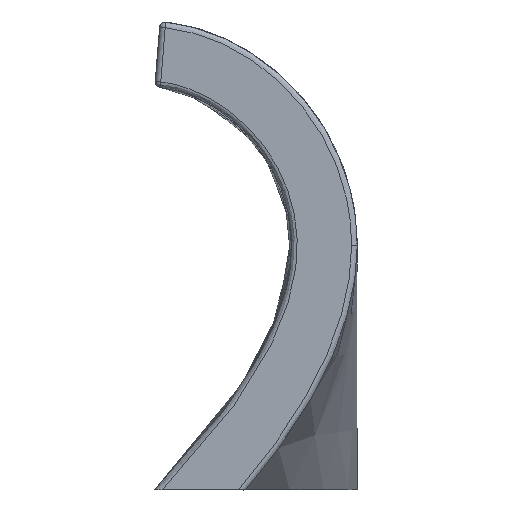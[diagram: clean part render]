
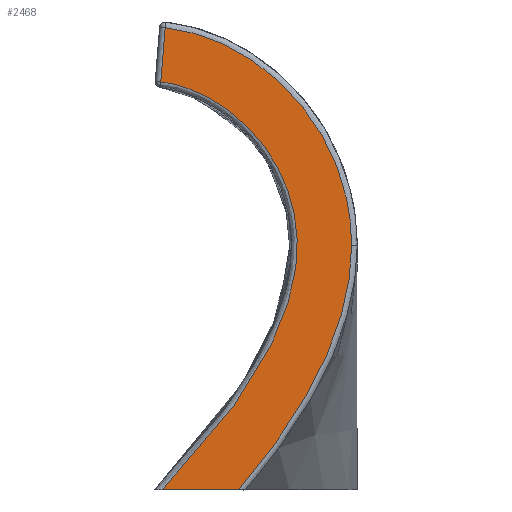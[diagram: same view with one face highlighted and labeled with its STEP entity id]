
A CAD part, left-side view. The second image highlights one B-rep face of the part: STEP entity #2468.
In plain terms, the highlighted planar face has unit normal (-1, 0, 0).
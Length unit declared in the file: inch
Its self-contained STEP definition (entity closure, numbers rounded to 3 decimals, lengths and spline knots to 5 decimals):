
#95=CARTESIAN_POINT('',(-2.75,0.2469,0.));
#104=DIRECTION('',(0.,-1.,0.));
#105=VECTOR('',#104,0.40561);
#106=CARTESIAN_POINT('',(-2.75,0.2469,0.));
#107=LINE('',#106,#105);
#114=CARTESIAN_POINT('',(-2.75,-0.15871,0.));
#464=DIRECTION('',(0.,-0.081,0.997));
#465=VECTOR('',#464,0.29021);
#466=CARTESIAN_POINT('',(-2.75,0.25646,2.17678));
#467=LINE('',#466,#465);
#468=CARTESIAN_POINT('',(-2.75,0.23285,2.46602));
#469=CARTESIAN_POINT('',(-2.75,0.17955,2.45997));
#470=CARTESIAN_POINT('',(-2.75,0.07275,2.43886));
#471=CARTESIAN_POINT('',(-2.75,-0.08932,
2.37766));
#472=CARTESIAN_POINT('',(-2.75,-0.2486,
2.28515));
#473=CARTESIAN_POINT('',(-2.75,-0.3974,
2.16313));
#474=CARTESIAN_POINT('',(-2.75,-0.52878,
2.01396));
#475=CARTESIAN_POINT('',(-2.75,-0.63101,
1.85191));
#476=CARTESIAN_POINT('',(-2.75,-0.70645,
1.67466));
#477=CARTESIAN_POINT('',(-2.75,-0.75112,1.49288));
#478=CARTESIAN_POINT('',(-2.75,-0.76137,1.3676));
#479=CARTESIAN_POINT('',(-2.75,-0.76137,1.30403));
#481=CARTESIAN_POINT('',(-2.75,-0.76137,1.30403));
#482=CARTESIAN_POINT('',(-2.75,-0.76136,1.24853));
#483=CARTESIAN_POINT('',(-2.75,-0.75333,1.1316));
#484=CARTESIAN_POINT('',(-2.75,-0.71247,0.93785));
#485=CARTESIAN_POINT('',(-2.75,-0.63733,0.72736));
#486=CARTESIAN_POINT('',(-2.75,-0.52266,0.5));
#487=CARTESIAN_POINT('',(-2.75,-0.36668,0.25812));
#488=CARTESIAN_POINT('',(-2.75,-0.23301,0.08749));
#489=CARTESIAN_POINT('',(-2.75,-0.15871,0.));
#491=CARTESIAN_POINT('',(-2.75,0.2469,0.));
#492=CARTESIAN_POINT('',(-2.75,0.16788,
0.08167));
#493=CARTESIAN_POINT('',(-2.75,0.02374,
0.24084));
#494=CARTESIAN_POINT('',(-2.75,-0.15061,
0.4659));
#495=CARTESIAN_POINT('',(-2.75,-0.28592,
0.67854));
#496=CARTESIAN_POINT('',(-2.75,-0.38324,
0.8774));
#497=CARTESIAN_POINT('',(-2.75,-0.44448,
1.06113));
#498=CARTESIAN_POINT('',(-2.75,-0.47226,
1.22666));
#499=CARTESIAN_POINT('',(-2.75,-0.47262,
1.37562));
#500=CARTESIAN_POINT('',(-2.75,-0.44858,
1.5208));
#501=CARTESIAN_POINT('',(-2.75,-0.39927,
1.6631));
#502=CARTESIAN_POINT('',(-2.75,-0.32551,
1.79763));
#503=CARTESIAN_POINT('',(-2.75,-0.2282,
1.92059));
#504=CARTESIAN_POINT('',(-2.75,-0.11249,
2.02483));
#505=CARTESIAN_POINT('',(-2.75,0.0113,2.10297));
#506=CARTESIAN_POINT('',(-2.75,0.1362,2.1543));
#507=CARTESIAN_POINT('',(-2.75,0.2167,2.17171));
#508=CARTESIAN_POINT('',(-2.75,0.25646,2.17678));
#750=VERTEX_POINT('',#95);
#752=VERTEX_POINT('',#114);
#753=VERTEX_POINT('',#481);
#769=CARTESIAN_POINT('',(-2.75,0.23284,2.46602));
#770=VERTEX_POINT('',#769);
#773=CARTESIAN_POINT('',(-2.75,0.25646,2.17678));
#774=VERTEX_POINT('',#773);
#2454=CARTESIAN_POINT('',(-2.75,-0.61137,1.26));
#2455=DIRECTION('',(-1.,0.,0.));
#2456=DIRECTION('',(0.,-0.997,-0.081));
#2457=AXIS2_PLACEMENT_3D('',#2454,#2455,#2456);
#2458=PLANE('',#2457);
#2460=ORIENTED_EDGE('',*,*,#2459,.T.);
#2462=ORIENTED_EDGE('',*,*,#2461,.T.);
#2463=ORIENTED_EDGE('',*,*,#2446,.T.);
#2464=ORIENTED_EDGE('',*,*,#1103,.F.);
#2465=ORIENTED_EDGE('',*,*,#1272,.T.);
#2466=EDGE_LOOP('',(#2460,#2462,#2463,#2464,#2465));
#2467=FACE_OUTER_BOUND('',#2466,.F.);
#2468=ADVANCED_FACE('',(#2467),#2458,.T.);
#480=B_SPLINE_CURVE_WITH_KNOTS('',3,(#468,#469,#470,#471,#472,#473,#474,#475,
#476,#477,#478,#479),.UNSPECIFIED.,.F.,.F.,(4,1,1,1,1,1,1,1,1,4),(0.,
0.11111,0.22222,0.33333,0.44444,
0.55556,0.66667,0.77778,0.88889,1.),
.UNSPECIFIED.);
#490=B_SPLINE_CURVE_WITH_KNOTS('',3,(#481,#482,#483,#484,#485,#486,#487,#488,
#489),.UNSPECIFIED.,.F.,.F.,(4,1,1,1,1,1,4),(0.,0.16667,
0.33333,0.5,0.66667,0.83333,1.),
.UNSPECIFIED.);
#509=B_SPLINE_CURVE_WITH_KNOTS('',3,(#491,#492,#493,#494,#495,#496,#497,#498,
#499,#500,#501,#502,#503,#504,#505,#506,#507,#508),.UNSPECIFIED.,.F.,.F.,(4,1,1,
1,1,1,1,1,1,1,1,1,1,1,1,4),(0.,0.06667,0.13333,0.2,
0.26667,0.33333,0.4,0.46667,0.53333,
0.6,0.66667,0.73333,0.8,0.86667,
0.93333,1.),.UNSPECIFIED.);
#1103=EDGE_CURVE('',#750,#752,#107,.T.);
#1272=EDGE_CURVE('',#750,#774,#509,.T.);
#2446=EDGE_CURVE('',#753,#752,#490,.T.);
#2459=EDGE_CURVE('',#774,#770,#467,.T.);
#2461=EDGE_CURVE('',#770,#753,#480,.T.);
